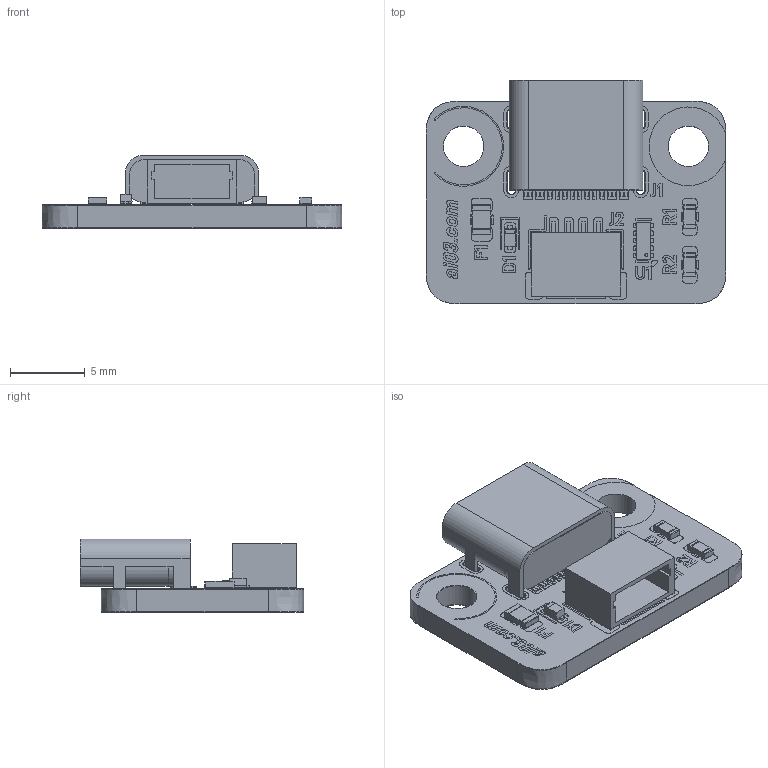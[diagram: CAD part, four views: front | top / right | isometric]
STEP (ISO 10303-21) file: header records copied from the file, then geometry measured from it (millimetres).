
FILE_DESCRIPTION(/* description */ ('KiCad electronic assembly'),/* implementation_level */ '2;1');
FILE_NAME(/* name */ 'muon-B2-3D-Detailed.step',/* time_stamp */ '2026-01-06T08:26:34+09:00',/* author */ (''),/* organization */ (''),/* preprocessor_version */ 'ST-DEVELOPER v20.1',/* originating_system */ 'Autodesk Translation Framework v14.21.0.0',/* authorisation */ '');
FILE_SCHEMA (('AUTOMOTIVE_DESIGN { 1 0 10303 214 3 1 1 }'));
Length unit declared in the file: millimetre
Products named in the file (13): muon-3D-full 1; D_SOD-523; Fuse_0805_2012Metric; USON-10_2.5x1.0mm_P0.5mm; kicad_embedded_212A95117681C903C141F67D1C4FB8A6; kicad_embedded_A277F6F4F07CA933ADDB95E0878375A1; muon_pad; muon_silkscreen; muon_silkscreen_1; muon_soldermask; muon_soldermask_1; R_0603_1608Metric; Muon-B-2 v19
Assembly tree (13 placements, depth 2):
  muon-3D-full 1
    D_SOD-523
    R_0603_1608Metric  x2
    Fuse_0805_2012Metric
    USON-10_2.5x1.0mm_P0.5mm
    kicad_embedded_212A95117681C903C141F67D1C4FB8A6
    kicad_embedded_A277F6F4F07CA933ADDB95E0878375A1
    muon_pad
    muon_silkscreen
    muon_silkscreen_1
    muon_soldermask
    muon_soldermask_1
    Muon-B-2 v19
Bounding box: 20 x 14.9 x 4.93 mm (x, y, z)
Volume: 516.5 mm3; surface area: 1868.8 mm2
Topology: 72 solids, 132 shells, 1045 faces, 4024 edges, 3190 vertices
Faces by surface type: plane 732, cylinder 303, cone 6, bspline 4
Full cylindrical faces by diameter (mm): 0.2 x1, 0.5 x2, 0.6 x2, 2.7 x2
Entity records: 43122 total; most frequent: CARTESIAN_POINT 8392, DIRECTION 6967, ORIENTED_EDGE 6346, EDGE_CURVE 3956, VERTEX_POINT 3146, LINE 3013, VECTOR 3013, AXIS2_PLACEMENT_3D 1977
